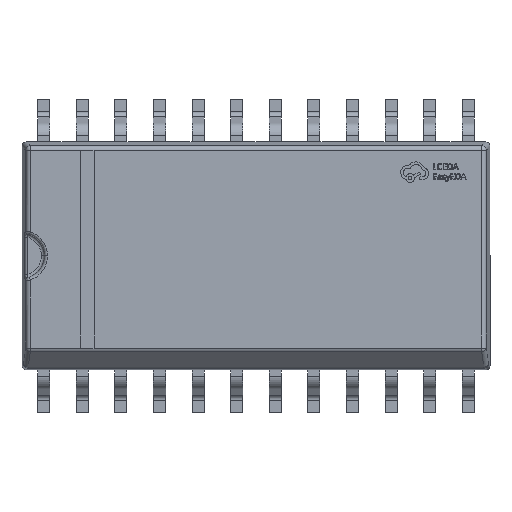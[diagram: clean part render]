
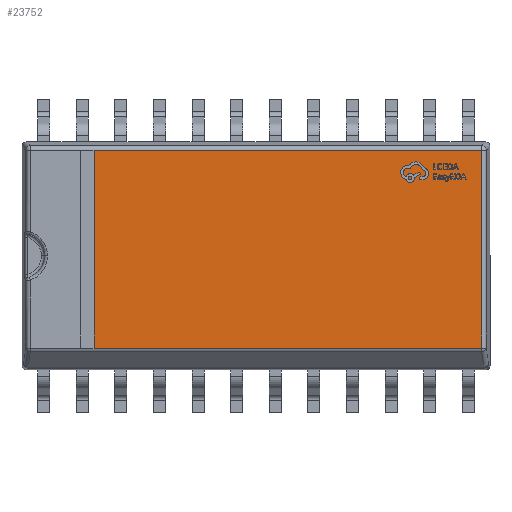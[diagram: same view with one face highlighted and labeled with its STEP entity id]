
A CAD part, top view. The second image highlights one B-rep face of the part: STEP entity #23752.
In plain terms, the highlighted planar face has unit normal (0, 0, 1).
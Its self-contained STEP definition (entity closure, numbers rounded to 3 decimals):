
#158 = VERTEX_POINT ( 'NONE', #24690 ) ;
#956 = VECTOR ( 'NONE', #18479, 1000. ) ;
#1068 = CARTESIAN_POINT ( 'NONE',  ( 0., 3.476, 2.5 ) ) ;
#1571 = CARTESIAN_POINT ( 'NONE',  ( -5.331, 3.476, 2.5 ) ) ;
#1692 = EDGE_CURVE ( 'NONE', #24155, #18164, #24195, .T. ) ;
#2397 = VERTEX_POINT ( 'NONE', #22250 ) ;
#2426 = EDGE_CURVE ( 'NONE', #2397, #158, #11253, .T. ) ;
#3515 = ORIENTED_EDGE ( 'NONE', *, *, #2426, .T. ) ;
#5704 = CARTESIAN_POINT ( 'NONE',  ( 7.426, 0., 2.5 ) ) ;
#6514 = CARTESIAN_POINT ( 'NONE',  ( 0., -3.033, 2.5 ) ) ;
#6629 = VECTOR ( 'NONE', #28614, 1000. ) ;
#7001 = CARTESIAN_POINT ( 'NONE',  ( -5.331, 3.476, 2.5 ) ) ;
#9174 = VECTOR ( 'NONE', #11424, 1000. ) ;
#9872 = ORIENTED_EDGE ( 'NONE', *, *, #1692, .F. ) ;
#10344 = EDGE_LOOP ( 'NONE', ( #9872, #28040, #3515, #19929 ) ) ;
#11253 = LINE ( 'NONE', #5704, #956 ) ;
#11424 = DIRECTION ( 'NONE',  ( 0., 1., 0. ) ) ;
#13133 = CARTESIAN_POINT ( 'NONE',  ( 0., 0., 2.5 ) ) ;
#14854 = EDGE_CURVE ( 'NONE', #24155, #2397, #24231, .T. ) ;
#14902 = FACE_OUTER_BOUND ( 'NONE', #10344, .T. ) ;
#16456 = LINE ( 'NONE', #1068, #20372 ) ;
#18164 = VERTEX_POINT ( 'NONE', #7001 ) ;
#18479 = DIRECTION ( 'NONE',  ( 0., 1., 0. ) ) ;
#19929 = ORIENTED_EDGE ( 'NONE', *, *, #23312, .T. ) ;
#20372 = VECTOR ( 'NONE', #21034, 1000. ) ;
#21022 = AXIS2_PLACEMENT_3D ( 'NONE', #13133, #31376, #28767 ) ;
#21034 = DIRECTION ( 'NONE',  ( -1., 0., 0. ) ) ;
#22250 = CARTESIAN_POINT ( 'NONE',  ( 7.426, -3.033, 2.5 ) ) ;
#22335 = CARTESIAN_POINT ( 'NONE',  ( -5.331, -3.033, 2.5 ) ) ;
#23312 = EDGE_CURVE ( 'NONE', #158, #18164, #16456, .T. ) ;
#23752 = ADVANCED_FACE ( 'NONE', ( #14902 ), #31203, .T. ) ;
#24155 = VERTEX_POINT ( 'NONE', #22335 ) ;
#24195 = LINE ( 'NONE', #1571, #9174 ) ;
#24231 = LINE ( 'NONE', #6514, #6629 ) ;
#24690 = CARTESIAN_POINT ( 'NONE',  ( 7.426, 3.476, 2.5 ) ) ;
#28040 = ORIENTED_EDGE ( 'NONE', *, *, #14854, .T. ) ;
#28614 = DIRECTION ( 'NONE',  ( 1., 0., 0. ) ) ;
#28767 = DIRECTION ( 'NONE',  ( 1., 0., 0. ) ) ;
#31203 = PLANE ( 'NONE',  #21022 ) ;
#31376 = DIRECTION ( 'NONE',  ( 0., 0., 1. ) ) ;
